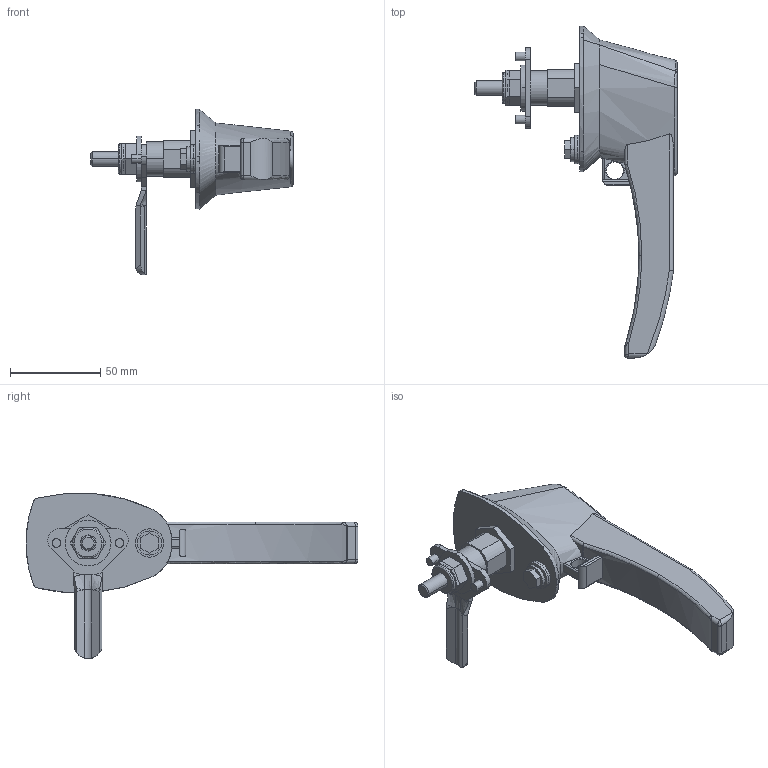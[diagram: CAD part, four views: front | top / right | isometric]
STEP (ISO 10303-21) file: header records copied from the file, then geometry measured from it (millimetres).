
FILE_DESCRIPTION (( 'STEP AP214' ), '1' );
FILE_NAME ('MHK1.STEP', '2019-07-18T11:12:22', ( '' ), ( '' ), 'SwSTEP 2.0', 'SolidWorks 2018', '' );
FILE_SCHEMA (( 'AUTOMOTIVE_DESIGN' ));
Length unit declared in the file: inch
Products named in the file (1): MHK1
Bounding box: 111.71 x 183.51 x 91.37 mm (x, y, z)
Volume: 181987.5 mm3; surface area: 38481.4 mm2
Topology: 10 solids, 10 shells, 243 faces, 602 edges, 379 vertices
Faces by surface type: plane 113, cylinder 85, bspline 39, cone 6
Entity records: 15889 total; most frequent: CARTESIAN_POINT 7117, ORIENTED_EDGE 1184, DIRECTION 1034, EDGE_CURVE 592, VERTEX_POINT 379, AXIS2_PLACEMENT_3D 371, VECTOR 292, LINE 292
